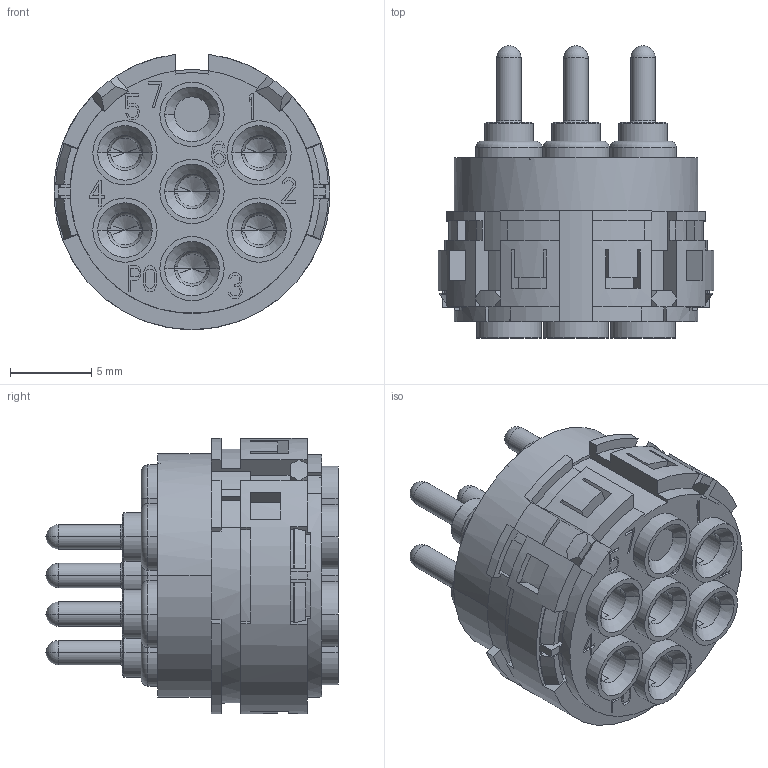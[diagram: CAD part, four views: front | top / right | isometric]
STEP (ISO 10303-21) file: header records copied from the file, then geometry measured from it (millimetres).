
FILE_DESCRIPTION((''),'2;1');
FILE_NAME('HR23-006R-FTHT','2017-07-19T',('tc.chen'),(''),'PRO/ENGINEER BY PARAMETRIC TECHNOLOGY CORPORATION, 2012480','PRO/ENGINEER BY PARAMETRIC TECHNOLOGY CORPORATION, 2012480','');
FILE_SCHEMA(('AUTOMOTIVE_DESIGN { 1 0 10303 214 1 1 1 1 }'));
Length unit declared in the file: millimetre
Products named in the file (1): HR23-006R-FTHT
Bounding box: 16.96 x 17.97 x 16.94 mm (x, y, z)
Volume: 1783.7 mm3; surface area: 3784.2 mm2
Topology: 1 solids, 1 shells, 1169 faces, 3267 edges, 2132 vertices
Faces by surface type: plane 817, cylinder 182, cone 106, torus 52, sphere 12
Entity records: 45772 total; most frequent: CARTESIAN_POINT 7087, ORIENTED_EDGE 6486, DIRECTION 6192, EDGE_CURVE 3243, VECTOR 2356, LINE 2356, VERTEX_POINT 2132, AXIS2_PLACEMENT_3D 1918
